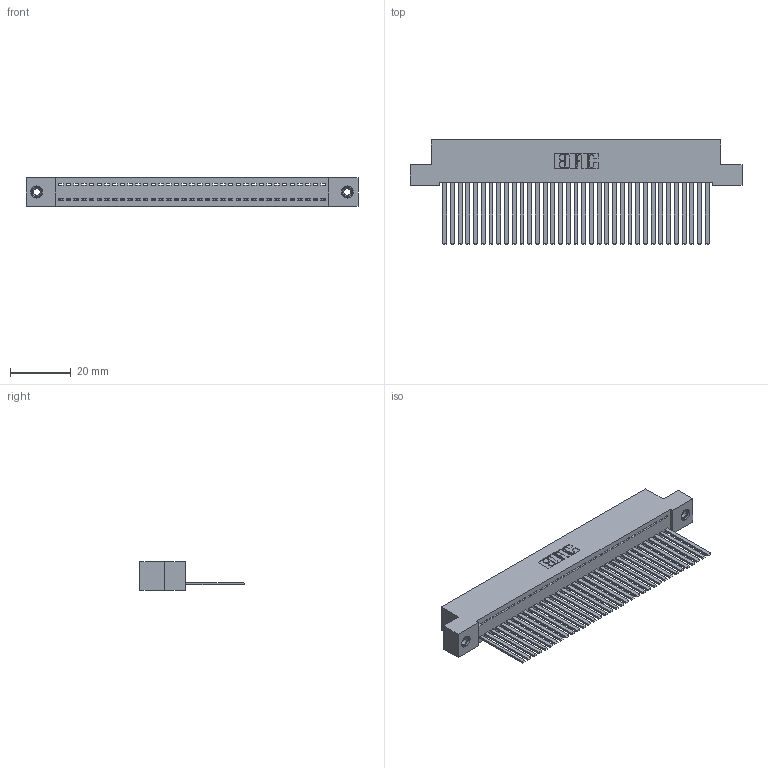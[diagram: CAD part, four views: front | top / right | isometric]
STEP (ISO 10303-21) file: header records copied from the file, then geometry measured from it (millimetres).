
FILE_DESCRIPTION (( 'STEP AP203' ), '1' );
FILE_NAME ('342-035-544-108.STEP', '2018-08-11T19:37:29', ( '' ), ( '' ), 'SwSTEP 2.0', 'SolidWorks 2016', '' );
FILE_SCHEMA (( 'CONFIG_CONTROL_DESIGN' ));
Length unit declared in the file: inch
Products named in the file (4): 345-292-001_345-293-144; 345-250-001_345-250-003-102; 342-035-544-108; 342 Part_TI
Assembly tree (38 placements, depth 2):
  342-035-544-108
    342 Part_TI
    345-292-001_345-293-144  x35
    345-250-001_345-250-003-102  x2
Bounding box: 109.22 x 34.3 x 9.4 mm (x, y, z)
Volume: 9950.3 mm3; surface area: 15652.3 mm2
Topology: 38 solids, 38 shells, 1990 faces, 5965 edges, 3922 vertices
Faces by surface type: plane 1428, cylinder 546, cone 12, torus 4
Entity records: 23172 total; most frequent: CARTESIAN_POINT 3978, ORIENTED_EDGE 3942, DIRECTION 3399, EDGE_CURVE 1971, LINE 1827, VECTOR 1827, VERTEX_POINT 1308, AXIS2_PLACEMENT_3D 786
